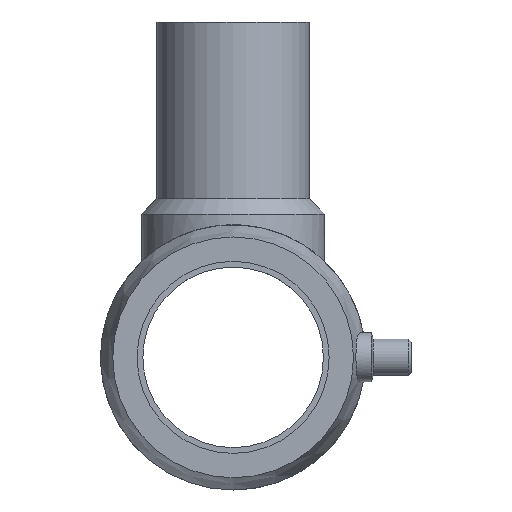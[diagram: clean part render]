
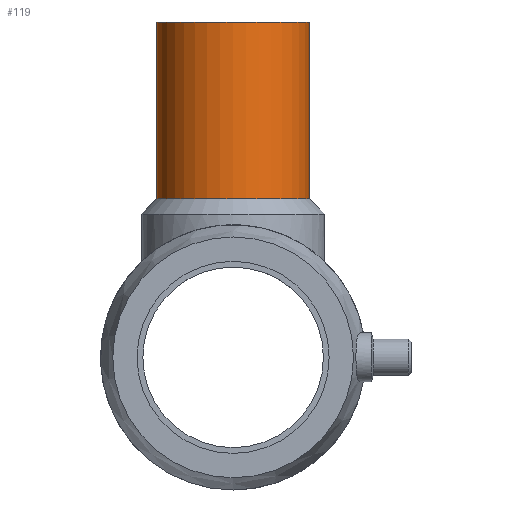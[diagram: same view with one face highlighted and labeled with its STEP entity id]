
A CAD part, left-side view. The second image highlights one B-rep face of the part: STEP entity #119.
In plain terms, the highlighted cylindrical face has radius 25 mm (diameter 50 mm), a full revolution.
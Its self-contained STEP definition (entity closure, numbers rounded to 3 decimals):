
#119 = ADVANCED_FACE( '', ( #270, #271 ), #272, .T. );
#270 = FACE_OUTER_BOUND( '', #433, .T. );
#271 = FACE_OUTER_BOUND( '', #434, .T. );
#272 = CYLINDRICAL_SURFACE( '', #435, 25. );
#433 = EDGE_LOOP( '', ( #651 ) );
#434 = EDGE_LOOP( '', ( #652 ) );
#435 = AXIS2_PLACEMENT_3D( '', #653, #654, #655 );
#651 = ORIENTED_EDGE( '', *, *, #782, .F. );
#652 = ORIENTED_EDGE( '', *, *, #764, .T. );
#653 = CARTESIAN_POINT( '', ( 92.75, 0., 0. ) );
#654 = DIRECTION( '', ( 0., 0., 1. ) );
#655 = DIRECTION( '', ( -1., 0., 0. ) );
#764 = EDGE_CURVE( '', #872, #872, #873, .T. );
#782 = EDGE_CURVE( '', #897, #897, #898, .T. );
#872 = VERTEX_POINT( '', #1555 );
#873 = CIRCLE( '', #1556, 25. );
#897 = VERTEX_POINT( '', #1580 );
#898 = CIRCLE( '', #1581, 25. );
#1555 = CARTESIAN_POINT( '', ( 67.75, 0., 110. ) );
#1556 = AXIS2_PLACEMENT_3D( '', #1665, #1666, #1667 );
#1580 = CARTESIAN_POINT( '', ( 67.75, 0., 52. ) );
#1581 = AXIS2_PLACEMENT_3D( '', #1686, #1687, #1688 );
#1665 = CARTESIAN_POINT( '', ( 92.75, 0., 110. ) );
#1666 = DIRECTION( '', ( 0., 0., -1. ) );
#1667 = DIRECTION( '', ( -1., 0., 0. ) );
#1686 = CARTESIAN_POINT( '', ( 92.75, 0., 52. ) );
#1687 = DIRECTION( '', ( 0., 0., -1. ) );
#1688 = DIRECTION( '', ( -1., 0., 0. ) );
